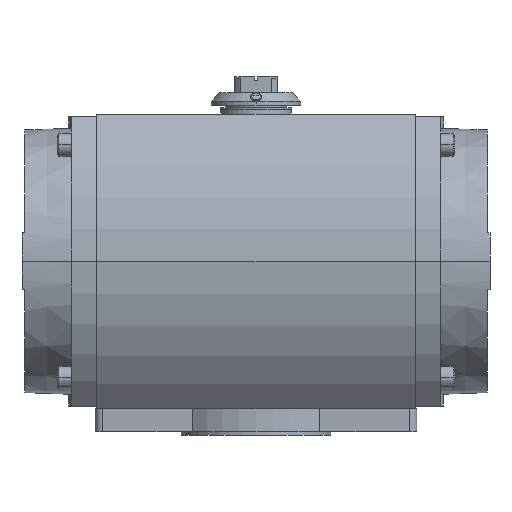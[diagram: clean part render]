
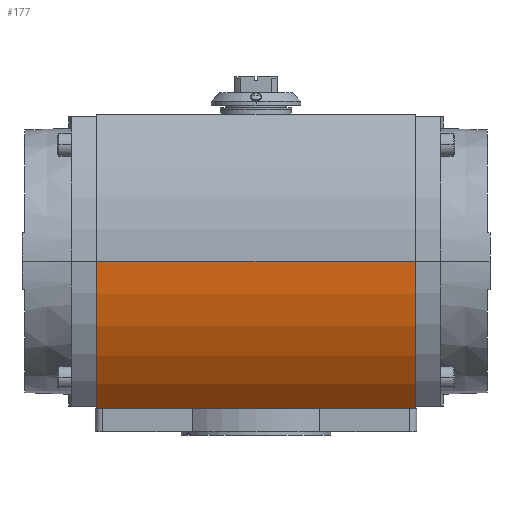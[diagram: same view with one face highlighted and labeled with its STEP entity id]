
A CAD part, front view. The second image highlights one B-rep face of the part: STEP entity #177.
In plain terms, the highlighted cylindrical face has radius 281.006 mm (diameter 562.011 mm), a partial arc.
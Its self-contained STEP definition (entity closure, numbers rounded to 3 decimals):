
#136=CARTESIAN_POINT('',(-25.0,62.256,-50.));
#137=DIRECTION('',(1.0,0.0,0.0));
#138=DIRECTION('',(0.0,-1.0,0.0));
#139=AXIS2_PLACEMENT_3D('',#136,#137,#138);
#140=CYLINDRICAL_SURFACE('',#139,281.006);
#141=CARTESIAN_POINT('',(-238.055,-218.75,-50.));
#142=VERTEX_POINT('',#141);
#143=CARTESIAN_POINT('',(188.055,-218.75,-50.));
#144=VERTEX_POINT('',#143);
#145=CARTESIAN_POINT('',(-238.055,-218.75,-50.));
#146=DIRECTION('',(1.0,0.0,0.0));
#147=VECTOR('',#146,426.11);
#148=LINE('',#145,#147);
#149=EDGE_CURVE('',#142,#144,#148,.T.);
#150=ORIENTED_EDGE('',*,*,#149,.F.);
#151=CARTESIAN_POINT('',(-238.055,-138.279,-246.85));
#152=VERTEX_POINT('',#151);
#153=CARTESIAN_POINT('',(-238.055,62.256,-50.));
#154=DIRECTION('',(1.0,0.0,0.0));
#155=DIRECTION('',(0.0,-1.0,0.0));
#156=AXIS2_PLACEMENT_3D('',#153,#154,#155);
#157=CIRCLE('',#156,281.006);
#158=EDGE_CURVE('',#142,#152,#157,.T.);
#159=ORIENTED_EDGE('',*,*,#158,.T.);
#160=CARTESIAN_POINT('',(188.055,-138.279,-246.85));
#161=VERTEX_POINT('',#160);
#162=CARTESIAN_POINT('',(-238.055,-138.279,-246.85));
#163=DIRECTION('',(1.0,0.0,0.0));
#164=VECTOR('',#163,426.11);
#165=LINE('',#162,#164);
#166=EDGE_CURVE('',#152,#161,#165,.T.);
#167=ORIENTED_EDGE('',*,*,#166,.T.);
#168=CARTESIAN_POINT('',(188.055,62.256,-50.));
#169=DIRECTION('',(-1.0,0.0,0.0));
#170=DIRECTION('',(0.0,-1.0,0.0));
#171=AXIS2_PLACEMENT_3D('',#168,#169,#170);
#172=CIRCLE('',#171,281.006);
#173=EDGE_CURVE('',#161,#144,#172,.T.);
#174=ORIENTED_EDGE('',*,*,#173,.T.);
#175=EDGE_LOOP('',(#150,#159,#167,#174));
#176=FACE_OUTER_BOUND('',#175,.T.);
#177=ADVANCED_FACE('',(#176),#140,.T.);
